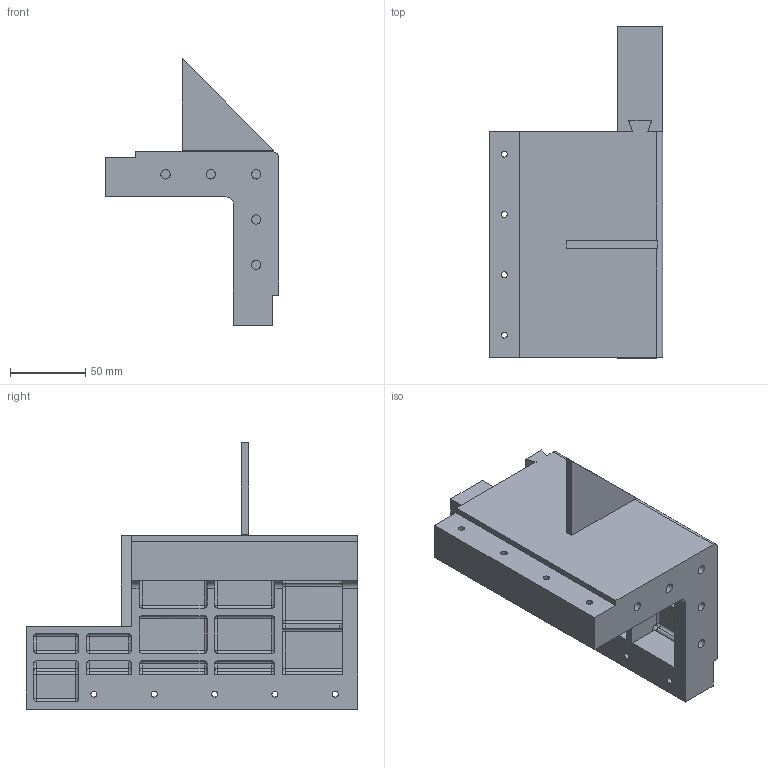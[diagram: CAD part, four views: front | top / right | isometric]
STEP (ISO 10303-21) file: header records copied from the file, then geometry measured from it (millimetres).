
FILE_DESCRIPTION(/* description */ (''),/* implementation_level */ '2;1');
FILE_NAME(/* name */ '',/* time_stamp */ '2025-05-05T18:32:20+03:00',/* author */ ('I9232'),/* organization */ (''),/* preprocessor_version */ 'ST-DEVELOPER v19.2',/* originating_system */ 'Autodesk Inventor 2023',/* authorisation */ '');
FILE_SCHEMA (('AUTOMOTIVE_DESIGN { 1 0 10303 214 3 1 1 }'));
Length unit declared in the file: millimetre
Products named in the file (1): Столбик
Bounding box: 115 x 220 x 176.6 mm (x, y, z)
Volume: 538280.6 mm3; surface area: 159732 mm2
Topology: 1 solids, 1 shells, 412 faces, 969 edges, 583 vertices
Faces by surface type: cylinder 175, plane 158, sphere 65, torus 14
Full cylindrical faces by diameter (mm): 4 x9, 6.2 x5
Entity records: 11759 total; most frequent: DIRECTION 2148, CARTESIAN_POINT 1958, ORIENTED_EDGE 1920, EDGE_CURVE 960, AXIS2_PLACEMENT_3D 773, LINE 602, VECTOR 602, VERTEX_POINT 563
